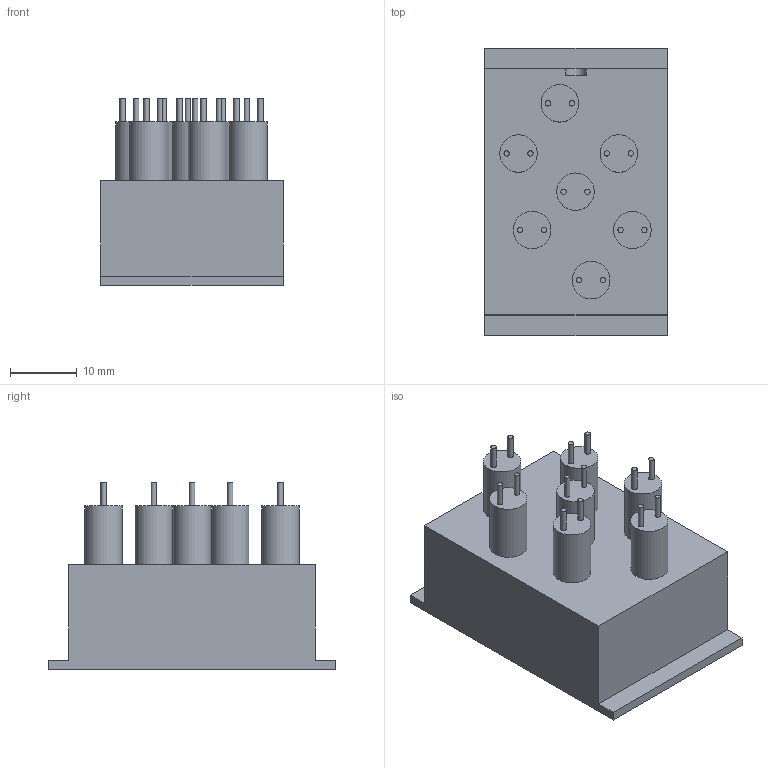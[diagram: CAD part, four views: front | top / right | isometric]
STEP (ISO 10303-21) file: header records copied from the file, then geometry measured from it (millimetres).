
FILE_DESCRIPTION(/* description */ (''),/* implementation_level */ '2;1');
FILE_NAME(/* name */ 'c2f658a5-848c-4830-b87f-e3ddbe62cb64.stp',/* time_stamp */ '2021-09-23T06:12:47+00:00',/* author */ (''),/* organization */ (''),/* preprocessor_version */ 'ST-DEVELOPER v18.1',/* originating_system */ 'Autodesk Translation Framework v10.10.0.1391',/* authorisation */ '');
FILE_SCHEMA (('AUTOMOTIVE_DESIGN { 1 0 10303 214 3 1 1 }'));
Length unit declared in the file: inch
Products named in the file (1): alfa_zeta_small_seven
Bounding box: 27.23 x 42.93 x 27.94 mm (x, y, z)
Volume: 17450.9 mm3; surface area: 5565.8 mm2
Topology: 1 solids, 1 shells, 54 faces, 93 edges, 62 vertices
Faces by surface type: plane 32, cylinder 22
Full cylindrical faces by diameter (mm): 0.8 x14, 5.6 x7
Entity records: 1336 total; most frequent: DIRECTION 247, CARTESIAN_POINT 210, ORIENTED_EDGE 186, AXIS2_PLACEMENT_3D 99, EDGE_CURVE 93, EDGE_LOOP 75, VERTEX_POINT 62, FACE_OUTER_BOUND 54
